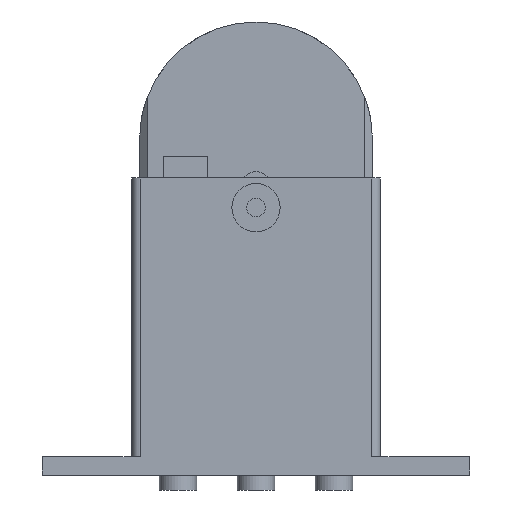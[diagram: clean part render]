
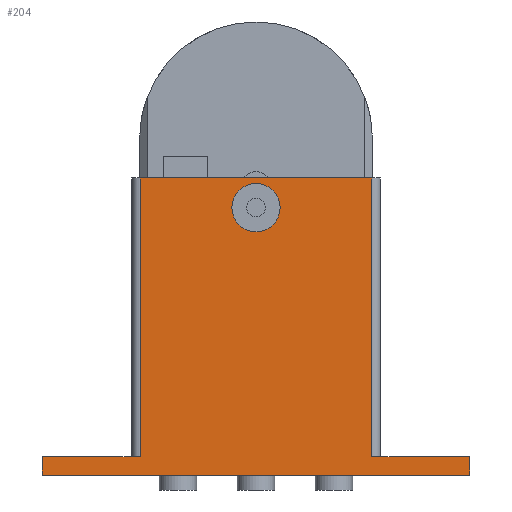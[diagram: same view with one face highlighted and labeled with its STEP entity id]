
A CAD part, front view. The second image highlights one B-rep face of the part: STEP entity #204.
In plain terms, the highlighted planar face has unit normal (0, -1, 0).
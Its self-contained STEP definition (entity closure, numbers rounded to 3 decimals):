
#204=ADVANCED_FACE('',(#463,#464),#465,.T.);
#463=FACE_BOUND('',#789,.T.);
#464=FACE_OUTER_BOUND('',#790,.T.);
#465=PLANE('',#791);
#789=EDGE_LOOP('',(#1282,#1283));
#790=EDGE_LOOP('',(#1284,#1285,#1286,#1287,#1288,#1289,#1290,#1291));
#791=AXIS2_PLACEMENT_3D('',#1292,#1293,#1294);
#1282=ORIENTED_EDGE('',*,*,#1877,.T.);
#1283=ORIENTED_EDGE('',*,*,#1836,.T.);
#1284=ORIENTED_EDGE('',*,*,#1948,.T.);
#1285=ORIENTED_EDGE('',*,*,#1942,.T.);
#1286=ORIENTED_EDGE('',*,*,#1945,.T.);
#1287=ORIENTED_EDGE('',*,*,#1922,.F.);
#1288=ORIENTED_EDGE('',*,*,#1952,.T.);
#1289=ORIENTED_EDGE('',*,*,#1953,.F.);
#1290=ORIENTED_EDGE('',*,*,#1954,.T.);
#1291=ORIENTED_EDGE('',*,*,#1955,.T.);
#1292=CARTESIAN_POINT('',(-28.75,-17.5,0.0));
#1293=DIRECTION('',(0.0,-1.0,0.0));
#1294=DIRECTION('',(1.0,0.0,0.0));
#1836=EDGE_CURVE('',#2175,#2172,#2176,.T.);
#1877=EDGE_CURVE('',#2172,#2175,#2234,.T.);
#1922=EDGE_CURVE('',#2297,#2292,#2299,.T.);
#1942=EDGE_CURVE('',#2330,#2328,#2331,.T.);
#1945=EDGE_CURVE('',#2328,#2292,#2334,.T.);
#1948=EDGE_CURVE('',#2337,#2330,#2338,.T.);
#1952=EDGE_CURVE('',#2297,#2343,#2344,.T.);
#1953=EDGE_CURVE('',#2345,#2343,#2346,.T.);
#1954=EDGE_CURVE('',#2345,#2347,#2348,.T.);
#1955=EDGE_CURVE('',#2347,#2337,#2349,.T.);
#2172=VERTEX_POINT('',#2656);
#2175=VERTEX_POINT('',#2660);
#2176=CIRCLE('',#2661,6.5);
#2234=CIRCLE('',#2728,6.5);
#2292=VERTEX_POINT('',#2802);
#2297=VERTEX_POINT('',#2808);
#2299=LINE('',#2810,#2811);
#2328=VERTEX_POINT('',#2849);
#2330=VERTEX_POINT('',#2851);
#2331=LINE('',#2852,#2853);
#2334=LINE('',#2856,#2857);
#2337=VERTEX_POINT('',#2861);
#2338=LINE('',#2862,#2863);
#2343=VERTEX_POINT('',#2870);
#2344=LINE('',#2871,#2872);
#2345=VERTEX_POINT('',#2873);
#2346=LINE('',#2874,#2875);
#2347=VERTEX_POINT('',#2876);
#2348=LINE('',#2877,#2878);
#2349=LINE('',#2879,#2880);
#2656=CARTESIAN_POINT('',(6.5,-17.5,72.0));
#2660=CARTESIAN_POINT('',(-6.5,-17.5,72.0));
#2661=AXIS2_PLACEMENT_3D('',#3348,#3349,#3350);
#2728=AXIS2_PLACEMENT_3D('',#3414,#3415,#3416);
#2802=CARTESIAN_POINT('',(-31.2,-17.5,80.0));
#2808=CARTESIAN_POINT('',(-31.2,-17.5,5.0));
#2810=CARTESIAN_POINT('',(-31.2,-17.5,5.0));
#2811=VECTOR('',#3476,1.0);
#2849=CARTESIAN_POINT('',(31.2,-17.5,80.0));
#2851=CARTESIAN_POINT('',(31.2,-17.5,5.0));
#2852=CARTESIAN_POINT('',(31.2,-17.5,5.0));
#2853=VECTOR('',#3501,1.0);
#2856=CARTESIAN_POINT('',(0.0,-17.5,80.0));
#2857=VECTOR('',#3505,1.0);
#2861=CARTESIAN_POINT('',(57.5,-17.5,5.0));
#2862=CARTESIAN_POINT('',(0.0,-17.5,5.0));
#2863=VECTOR('',#3507,1.0);
#2870=CARTESIAN_POINT('',(-57.5,-17.5,5.0));
#2871=CARTESIAN_POINT('',(0.0,-17.5,5.0));
#2872=VECTOR('',#3510,1.0);
#2873=CARTESIAN_POINT('',(-57.5,-17.5,0.0));
#2874=CARTESIAN_POINT('',(-57.5,-17.5,0.0));
#2875=VECTOR('',#3511,1.0);
#2876=CARTESIAN_POINT('',(57.5,-17.5,0.0));
#2877=CARTESIAN_POINT('',(0.0,-17.5,0.0));
#2878=VECTOR('',#3512,1.0);
#2879=CARTESIAN_POINT('',(57.5,-17.5,0.0));
#2880=VECTOR('',#3513,1.0);
#3348=CARTESIAN_POINT('',(0.0,-17.5,72.0));
#3349=DIRECTION('',(-0.0,1.0,0.0));
#3350=DIRECTION('',(1.0,0.0,0.0));
#3414=CARTESIAN_POINT('',(0.0,-17.5,72.0));
#3415=DIRECTION('',(-0.0,1.0,0.0));
#3416=DIRECTION('',(1.0,0.0,0.0));
#3476=DIRECTION('',(0.0,0.0,1.0));
#3501=DIRECTION('',(0.0,0.0,1.0));
#3505=DIRECTION('',(-1.0,-0.0,-0.0));
#3507=DIRECTION('',(-1.0,-0.0,-0.0));
#3510=DIRECTION('',(-1.0,-0.0,-0.0));
#3511=DIRECTION('',(0.0,0.0,1.0));
#3512=DIRECTION('',(1.0,0.0,0.0));
#3513=DIRECTION('',(0.0,0.0,1.0));
